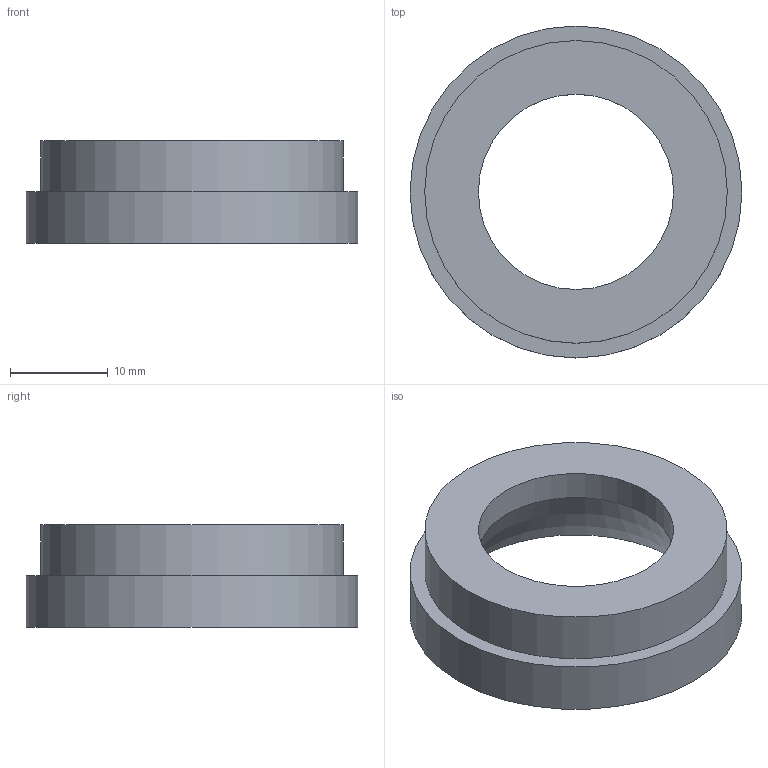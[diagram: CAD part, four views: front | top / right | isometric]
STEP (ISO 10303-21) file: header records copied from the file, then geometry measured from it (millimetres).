
FILE_DESCRIPTION(/* description */ ('GUMMIDICHTRING'),/* implementation_level */ '2;1');
FILE_NAME(/* name */ 'GDOR.stp',/* time_stamp */ '2020-03-27T08:11:50+01:00',/* author */ ('schnellinger'),/* organization */ (''),/* preprocessor_version */ 'ST-DEVELOPER v17',/* originating_system */ 'Autodesk Inventor 2018',/* authorisation */ '4819,08 mm^3');
FILE_SCHEMA (('AUTOMOTIVE_DESIGN { 1 0 10303 214 3 1 1 }'));
Length unit declared in the file: millimetre
Products named in the file (1): ENG-009806
Bounding box: 34 x 34 x 10.5 mm (x, y, z)
Volume: 4562.9 mm3; surface area: 2778.3 mm2
Topology: 1 solids, 1 shells, 7 faces, 19 edges, 15 vertices
Faces by surface type: plane 3, cylinder 3, torus 1
Full cylindrical faces by diameter (mm): 20 x1, 31 x1, 34 x1
Entity records: 288 total; most frequent: DIRECTION 51, CARTESIAN_POINT 42, ORIENTED_EDGE 38, AXIS2_PLACEMENT_3D 24, EDGE_CURVE 19, CIRCLE 16, VERTEX_POINT 15, EDGE_LOOP 10
